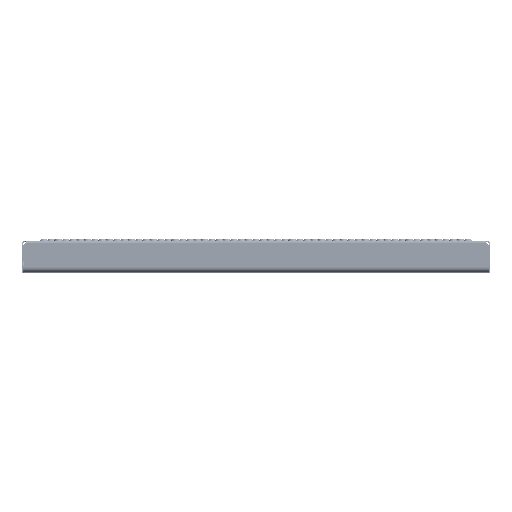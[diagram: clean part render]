
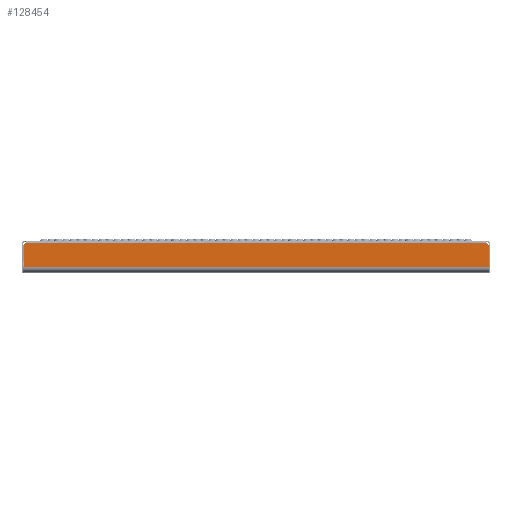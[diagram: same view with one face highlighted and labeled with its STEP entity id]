
A CAD part, top view. The second image highlights one B-rep face of the part: STEP entity #128454.
In plain terms, the highlighted planar face has unit normal (0, 0, 1).
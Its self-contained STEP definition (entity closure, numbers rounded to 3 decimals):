
#163 = CARTESIAN_POINT ( 'NONE',  ( -396.49, -6.916, 100. ) ) ;
#802 = EDGE_CURVE ( 'NONE', #78814, #45026, #162251, .T. ) ;
#5433 = CARTESIAN_POINT ( 'NONE',  ( -396.49, -44.505, 100. ) ) ;
#21291 = ORIENTED_EDGE ( 'NONE', *, *, #127066, .T. ) ;
#22240 = CARTESIAN_POINT ( 'NONE',  ( -398.4, -4.5, 100. ) ) ;
#24967 = PLANE ( 'NONE',  #55217 ) ;
#32059 = CARTESIAN_POINT ( 'NONE',  ( 397.49, -7.211, 100. ) ) ;
#37925 = CARTESIAN_POINT ( 'NONE',  ( -398.4, 194.505, 100. ) ) ;
#38110 = DIRECTION ( 'NONE',  ( 0., 1., 0. ) ) ;
#38818 = CARTESIAN_POINT ( 'NONE',  ( 398.4, -2.295, 100. ) ) ;
#41657 = EDGE_CURVE ( 'NONE', #86921, #133612, #160690, .T. ) ;
#43221 = DIRECTION ( 'NONE',  ( 0., -1., 0. ) ) ;
#43636 = CIRCLE ( 'NONE', #114737, 5. ) ;
#45026 = VERTEX_POINT ( 'NONE', #121901 ) ;
#52851 = EDGE_CURVE ( 'NONE', #133612, #105077, #123699, .T. ) ;
#53694 = FACE_OUTER_BOUND ( 'NONE', #182593, .T. ) ;
#55217 = AXIS2_PLACEMENT_3D ( 'NONE', #37925, #81511, #96340 ) ;
#57518 = CARTESIAN_POINT ( 'NONE',  ( 397.49, -44.505, 100. ) ) ;
#62421 = CARTESIAN_POINT ( 'NONE',  ( -396.49, -6.916, 100. ) ) ;
#62474 = CIRCLE ( 'NONE', #95013, 5. ) ;
#64492 = CARTESIAN_POINT ( 'NONE',  ( -393.913, -4.5, 100. ) ) ;
#73818 = DIRECTION ( 'NONE',  ( 0., 0., -1. ) ) ;
#78814 = VERTEX_POINT ( 'NONE', #64492 ) ;
#79653 = DIRECTION ( 'NONE',  ( 0., -1., 0. ) ) ;
#79694 = DIRECTION ( 'NONE',  ( 1., 0., 0. ) ) ;
#81511 = DIRECTION ( 'NONE',  ( 0., 0., 1. ) ) ;
#81975 = CARTESIAN_POINT ( 'NONE',  ( -396.49, -44.505, 100. ) ) ;
#82786 = VECTOR ( 'NONE', #138520, 1000. ) ;
#86061 = VECTOR ( 'NONE', #79694, 1000. ) ;
#86413 = ORIENTED_EDGE ( 'NONE', *, *, #802, .F. ) ;
#86921 = VERTEX_POINT ( 'NONE', #163 ) ;
#88378 = DIRECTION ( 'NONE',  ( 0., -1., 0. ) ) ;
#94974 = ORIENTED_EDGE ( 'NONE', *, *, #52851, .T. ) ;
#95013 = AXIS2_PLACEMENT_3D ( 'NONE', #113702, #73818, #43221 ) ;
#96340 = DIRECTION ( 'NONE',  ( 0., -1., 0. ) ) ;
#103748 = ORIENTED_EDGE ( 'NONE', *, *, #177448, .T. ) ;
#105077 = VERTEX_POINT ( 'NONE', #57518 ) ;
#113702 = CARTESIAN_POINT ( 'NONE',  ( -398.4, -2.295, 100. ) ) ;
#114737 = AXIS2_PLACEMENT_3D ( 'NONE', #38818, #153756, #79653 ) ;
#121901 = CARTESIAN_POINT ( 'NONE',  ( 393.913, -4.5, 100. ) ) ;
#123699 = LINE ( 'NONE', #81975, #82786 ) ;
#124313 = LINE ( 'NONE', #140053, #133030 ) ;
#127066 = EDGE_CURVE ( 'NONE', #178564, #45026, #43636, .T. ) ;
#128454 = ADVANCED_FACE ( 'NONE', ( #53694 ), #24967, .T. ) ;
#132611 = EDGE_CURVE ( 'NONE', #78814, #86921, #62474, .T. ) ;
#133030 = VECTOR ( 'NONE', #38110, 1000. ) ;
#133612 = VERTEX_POINT ( 'NONE', #5433 ) ;
#136935 = VECTOR ( 'NONE', #88378, 1000. ) ;
#138520 = DIRECTION ( 'NONE',  ( 1., 0., 0. ) ) ;
#140053 = CARTESIAN_POINT ( 'NONE',  ( 397.49, -7.211, 100. ) ) ;
#150797 = ORIENTED_EDGE ( 'NONE', *, *, #132611, .T. ) ;
#152232 = ORIENTED_EDGE ( 'NONE', *, *, #41657, .T. ) ;
#153756 = DIRECTION ( 'NONE',  ( 0., 0., -1. ) ) ;
#160690 = LINE ( 'NONE', #62421, #136935 ) ;
#162251 = LINE ( 'NONE', #22240, #86061 ) ;
#177448 = EDGE_CURVE ( 'NONE', #105077, #178564, #124313, .T. ) ;
#178564 = VERTEX_POINT ( 'NONE', #32059 ) ;
#182593 = EDGE_LOOP ( 'NONE', ( #94974, #103748, #21291, #86413, #150797, #152232 ) ) ;
